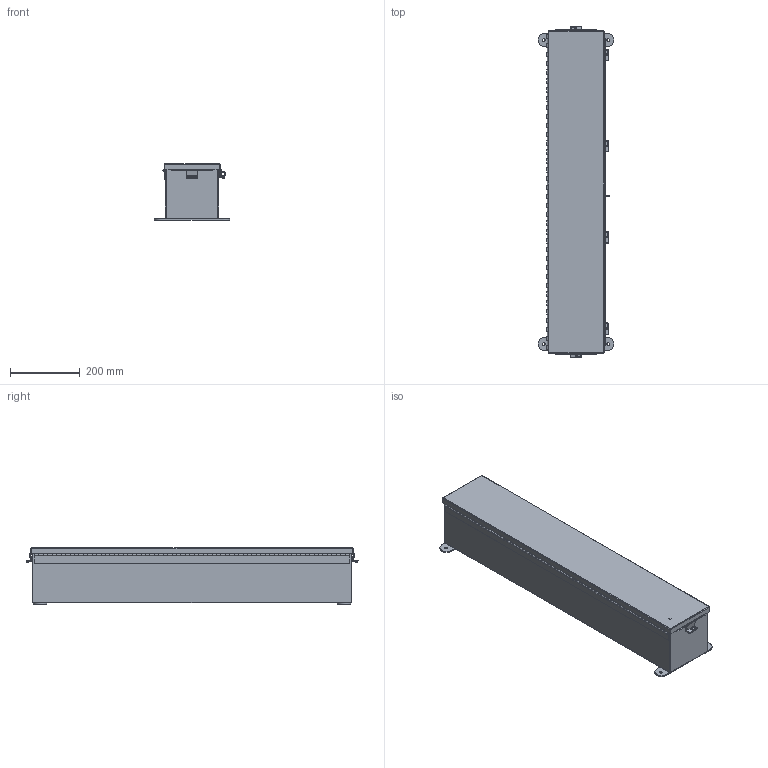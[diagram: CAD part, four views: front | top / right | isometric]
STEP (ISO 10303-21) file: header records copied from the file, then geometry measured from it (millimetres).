
FILE_DESCRIPTION (( 'STEP AP203' ), '1' );
FILE_NAME ('N060636SSCHTR.STEP', '2014-07-18T16:29:31', ( 'changeme' ), ( 'Microsoft' ), 'SwSTEP 2.0', 'SolidWorks 2013', '' );
FILE_SCHEMA (( 'CONFIG_CONTROL_DESIGN' ));
Length unit declared in the file: inch
Products named in the file (13): N060636SSCHTR HW-CD-S-25020-034; N060636SSCHTR Hinge Body Side; HW-CLH-JH-20154; N060636SSCHTR Hinge Cover Side JIC; N060636SSCHTR Mounting Bracket; N060636SSCHTR _JIC Hinge; N060636SSCHTR; N060636SSCHTR JIC_Cover_Template; N060636SSCHTR JIC Clamp Bracket; N060636SSCHTR JIC Cover Clamp; N060636SSCHTR JIC Top; N060636SSCHTR JIC Bottom; N060636SSCHTR JIC Enclosure Template
Assembly tree (24 placements, depth 3):
  N060636SSCHTR
    N060636SSCHTR JIC Enclosure Template
    N060636SSCHTR _JIC Hinge
      N060636SSCHTR Hinge Body Side
      N060636SSCHTR Hinge Cover Side JIC
    N060636SSCHTR JIC_Cover_Template
    N060636SSCHTR JIC Clamp Bracket  x6
    N060636SSCHTR JIC Cover Clamp  x6
    N060636SSCHTR JIC Top
    N060636SSCHTR JIC Bottom
    N060636SSCHTR HW-CD-S-25020-034  x2
    HW-CLH-JH-20154
    N060636SSCHTR Mounting Bracket  x2
Bounding box: 215.9 x 950.13 x 160.96 mm (x, y, z)
Volume: 1407274.1 mm3; surface area: 1491430.5 mm2
Topology: 23 solids, 23 shells, 1160 faces, 2921 edges, 1809 vertices
Faces by surface type: plane 705, cylinder 435, bspline 8, torus 8, cone 4
Entity records: 29678 total; most frequent: CARTESIAN_POINT 5195, DIRECTION 4905, ORIENTED_EDGE 4720, EDGE_CURVE 2360, AXIS2_PLACEMENT_3D 1635, LINE 1635, VECTOR 1635, VERTEX_POINT 1477
